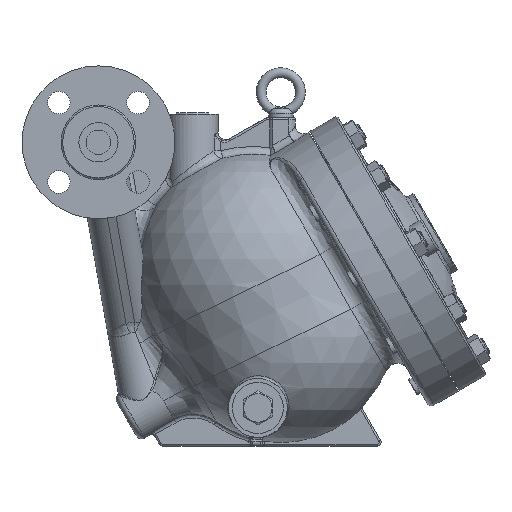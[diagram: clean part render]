
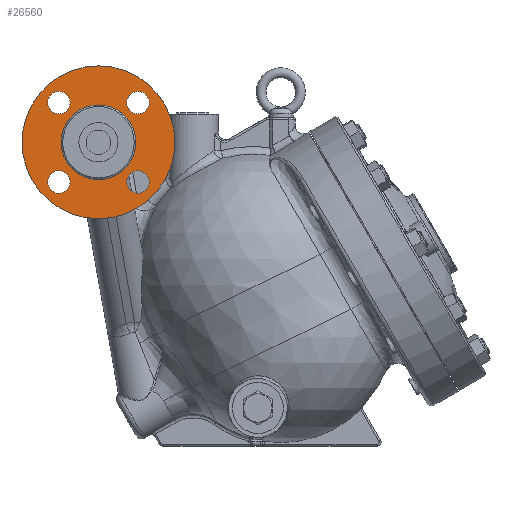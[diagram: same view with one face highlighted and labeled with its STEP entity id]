
A CAD part, front view. The second image highlights one B-rep face of the part: STEP entity #26560.
In plain terms, the highlighted planar face has unit normal (0, -1, 0).
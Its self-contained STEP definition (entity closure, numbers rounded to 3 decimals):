
#26485=CARTESIAN_POINT('',(-124.911,-233.4,40.411));
#26486=VERTEX_POINT('',#26485);
#26487=CARTESIAN_POINT('',(-136.411,-233.4,40.411));
#26488=DIRECTION('',(0.0,1.0,0.0));
#26489=DIRECTION('',(1.0,0.0,0.0));
#26490=AXIS2_PLACEMENT_3D('',#26487,#26488,#26489);
#26491=CIRCLE('',#26490,11.5);
#26492=EDGE_CURVE('',#26486,#26486,#26491,.T.);
#26497=CARTESIAN_POINT('',(-96.,-233.4,57.25));
#26498=DIRECTION('',(0.0,-1.0,0.0));
#26499=DIRECTION('',(0.0,0.0,-1.0));
#26500=AXIS2_PLACEMENT_3D('',#26497,#26498,#26499);
#26501=PLANE('',#26500);
#26502=CARTESIAN_POINT('',(-96.,-233.4,78.));
#26503=VERTEX_POINT('',#26502);
#26504=CARTESIAN_POINT('',(-96.,-233.4,0.));
#26505=DIRECTION('',(0.0,1.0,0.0));
#26506=DIRECTION('',(0.0,0.0,1.0));
#26507=AXIS2_PLACEMENT_3D('',#26504,#26505,#26506);
#26508=CIRCLE('',#26507,78.);
#26509=EDGE_CURVE('',#26503,#26503,#26508,.T.);
#26510=ORIENTED_EDGE('',*,*,#26509,.F.);
#26511=EDGE_LOOP('',(#26510));
#26512=FACE_OUTER_BOUND('',#26511,.T.);
#26513=CARTESIAN_POINT('',(-136.411,-233.4,-28.911));
#26514=VERTEX_POINT('',#26513);
#26515=CARTESIAN_POINT('',(-136.411,-233.4,-40.411));
#26516=DIRECTION('',(0.0,1.0,0.0));
#26517=DIRECTION('',(0.0,0.0,1.0));
#26518=AXIS2_PLACEMENT_3D('',#26515,#26516,#26517);
#26519=CIRCLE('',#26518,11.5);
#26520=EDGE_CURVE('',#26514,#26514,#26519,.T.);
#26521=ORIENTED_EDGE('',*,*,#26520,.T.);
#26522=EDGE_LOOP('',(#26521));
#26523=FACE_BOUND('',#26522,.T.);
#26524=CARTESIAN_POINT('',(-67.089,-233.4,-40.411));
#26525=VERTEX_POINT('',#26524);
#26526=CARTESIAN_POINT('',(-55.589,-233.4,-40.411));
#26527=DIRECTION('',(0.0,1.0,0.0));
#26528=DIRECTION('',(-1.0,0.0,0.0));
#26529=AXIS2_PLACEMENT_3D('',#26526,#26527,#26528);
#26530=CIRCLE('',#26529,11.5);
#26531=EDGE_CURVE('',#26525,#26525,#26530,.T.);
#26532=ORIENTED_EDGE('',*,*,#26531,.T.);
#26533=EDGE_LOOP('',(#26532));
#26534=FACE_BOUND('',#26533,.T.);
#26535=CARTESIAN_POINT('',(-55.589,-233.4,28.911));
#26536=VERTEX_POINT('',#26535);
#26537=CARTESIAN_POINT('',(-55.589,-233.4,40.411));
#26538=DIRECTION('',(0.0,1.0,0.0));
#26539=DIRECTION('',(0.0,0.0,-1.0));
#26540=AXIS2_PLACEMENT_3D('',#26537,#26538,#26539);
#26541=CIRCLE('',#26540,11.5);
#26542=EDGE_CURVE('',#26536,#26536,#26541,.T.);
#26543=ORIENTED_EDGE('',*,*,#26542,.T.);
#26544=EDGE_LOOP('',(#26543));
#26545=FACE_BOUND('',#26544,.T.);
#26546=ORIENTED_EDGE('',*,*,#26492,.T.);
#26547=EDGE_LOOP('',(#26546));
#26548=FACE_BOUND('',#26547,.T.);
#26549=CARTESIAN_POINT('',(-96.,-233.4,38.1));
#26550=VERTEX_POINT('',#26549);
#26551=CARTESIAN_POINT('',(-96.,-233.4,0.));
#26552=DIRECTION('',(0.0,-1.0,0.0));
#26553=DIRECTION('',(0.0,0.0,-1.0));
#26554=AXIS2_PLACEMENT_3D('',#26551,#26552,#26553);
#26555=CIRCLE('',#26554,38.1);
#26556=EDGE_CURVE('',#26550,#26550,#26555,.T.);
#26557=ORIENTED_EDGE('',*,*,#26556,.F.);
#26558=EDGE_LOOP('',(#26557));
#26559=FACE_BOUND('',#26558,.T.);
#26560=ADVANCED_FACE('',(#26512,#26523,#26534,#26545,#26548,#26559),#26501,.T.);
